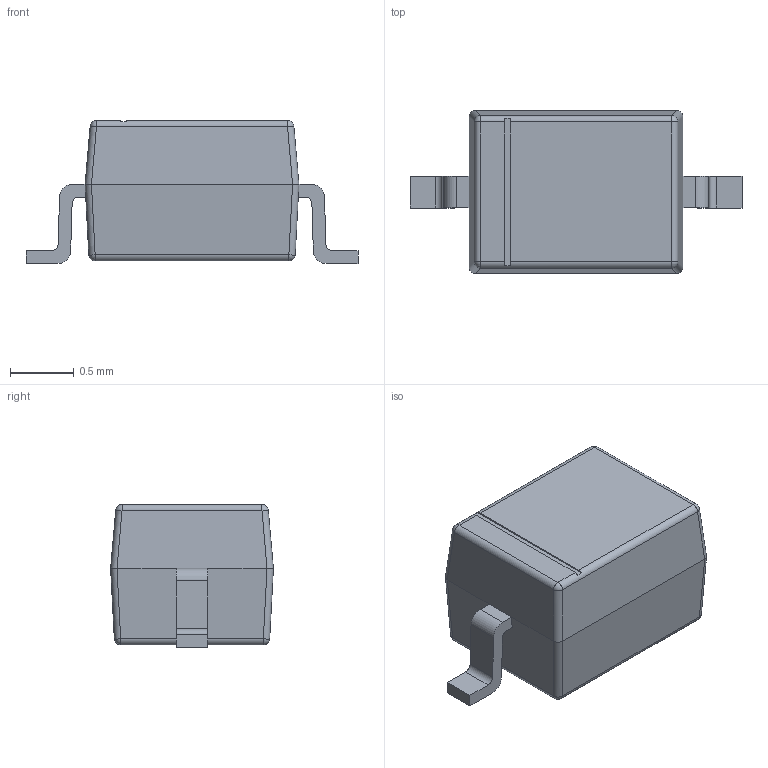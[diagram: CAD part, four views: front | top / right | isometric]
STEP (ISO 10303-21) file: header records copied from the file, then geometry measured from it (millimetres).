
FILE_DESCRIPTION (( 'STEP AP214' ), '1' );
FILE_NAME ('SOD-323_L1.7-W1.3-LS2.7-RD.STEP', '2021-07-15T14:07:30', ( '' ), ( '' ), 'SwSTEP 2.0', 'SolidWorks 2020', '' );
FILE_SCHEMA (( 'AUTOMOTIVE_DESIGN' ));
Length unit declared in the file: millimetre
Products named in the file (1): SOD-323_L1.7-W1.3-LS2.7-RD
Bounding box: 2.6 x 1.27 x 1.12 mm (x, y, z)
Volume: 2.3 mm3; surface area: 11.2 mm2
Topology: 1 solids, 1 shells, 120 faces, 305 edges, 194 vertices
Faces by surface type: plane 75, cylinder 24, bspline 13, sphere 8
Entity records: 5115 total; most frequent: CARTESIAN_POINT 1017, ORIENTED_EDGE 610, DIRECTION 494, EDGE_CURVE 305, VERTEX_POINT 194, VECTOR 190, LINE 190, AXIS2_PLACEMENT_3D 152
